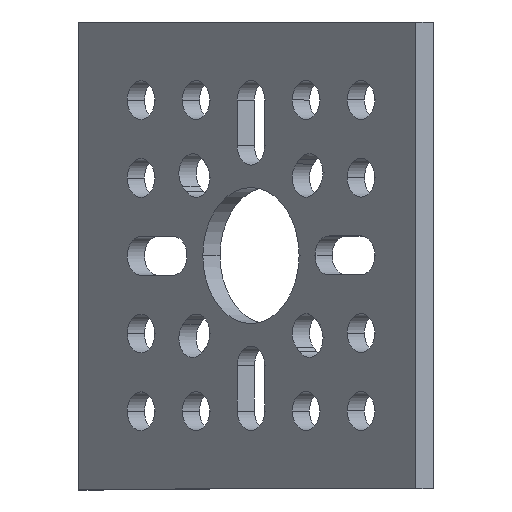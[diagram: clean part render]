
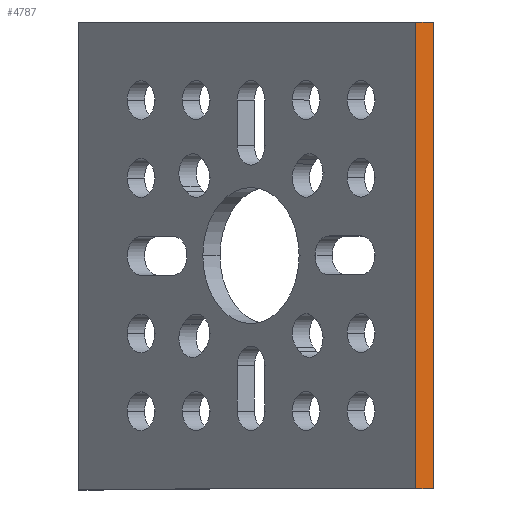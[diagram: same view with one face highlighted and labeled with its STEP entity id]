
A CAD part, top view. The second image highlights one B-rep face of the part: STEP entity #4787.
In plain terms, the highlighted planar face has unit normal (0.707, 0, 0.707).
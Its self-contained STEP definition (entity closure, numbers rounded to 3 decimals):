
#28 = CARTESIAN_POINT ( 'NONE',  ( 24.441, 48., 24.441 ) ) ;
#78 = CARTESIAN_POINT ( 'NONE',  ( 24.441, 99.02, 24.441 ) ) ;
#558 = CARTESIAN_POINT ( 'NONE',  ( 10.673, 0., 38.209 ) ) ;
#578 = VERTEX_POINT ( 'NONE', #2750 ) ;
#657 = VECTOR ( 'NONE', #3031, 1000. ) ;
#677 = CARTESIAN_POINT ( 'NONE',  ( 12.441, 48., 36.441 ) ) ;
#822 = VERTEX_POINT ( 'NONE', #677 ) ;
#877 = PLANE ( 'NONE',  #3658 ) ;
#1140 = VECTOR ( 'NONE', #2640, 1000. ) ;
#1328 = LINE ( 'NONE', #1943, #3040 ) ;
#1515 = CARTESIAN_POINT ( 'NONE',  ( 10.673, 48., 38.209 ) ) ;
#1719 = ORIENTED_EDGE ( 'NONE', *, *, #2635, .T. ) ;
#1922 = CARTESIAN_POINT ( 'NONE',  ( 10.673, 99.02, 38.209 ) ) ;
#1943 = CARTESIAN_POINT ( 'NONE',  ( 24.441, 0., 24.441 ) ) ;
#2213 = ORIENTED_EDGE ( 'NONE', *, *, #3136, .T. ) ;
#2353 = DIRECTION ( 'NONE',  ( -0.707, 0., -0.707 ) ) ;
#2635 = EDGE_CURVE ( 'NONE', #822, #2944, #3485, .T. ) ;
#2640 = DIRECTION ( 'NONE',  ( -0.707, 0., 0.707 ) ) ;
#2650 = CARTESIAN_POINT ( 'NONE',  ( 12.441, 99.02, 36.441 ) ) ;
#2722 = DIRECTION ( 'NONE',  ( -0.707, 0., 0.707 ) ) ;
#2750 = CARTESIAN_POINT ( 'NONE',  ( 12.441, 0., 36.441 ) ) ;
#2917 = VECTOR ( 'NONE', #4658, 1000. ) ;
#2942 = ORIENTED_EDGE ( 'NONE', *, *, #3618, .F. ) ;
#2944 = VERTEX_POINT ( 'NONE', #1515 ) ;
#3027 = DIRECTION ( 'NONE',  ( 0.707, 0., -0.707 ) ) ;
#3031 = DIRECTION ( 'NONE',  ( 0., -1., 0. ) ) ;
#3040 = VECTOR ( 'NONE', #3027, 1000. ) ;
#3136 = EDGE_CURVE ( 'NONE', #2944, #4387, #3602, .T. ) ;
#3196 = EDGE_LOOP ( 'NONE', ( #2942, #1719, #2213, #4223 ) ) ;
#3485 = LINE ( 'NONE', #28, #1140 ) ;
#3602 = LINE ( 'NONE', #1922, #2917 ) ;
#3618 = EDGE_CURVE ( 'NONE', #822, #578, #3934, .T. ) ;
#3658 = AXIS2_PLACEMENT_3D ( 'NONE', #78, #2353, #2722 ) ;
#3934 = LINE ( 'NONE', #2650, #657 ) ;
#4049 = EDGE_CURVE ( 'NONE', #4387, #578, #1328, .T. ) ;
#4095 = FACE_OUTER_BOUND ( 'NONE', #3196, .T. ) ;
#4223 = ORIENTED_EDGE ( 'NONE', *, *, #4049, .T. ) ;
#4387 = VERTEX_POINT ( 'NONE', #558 ) ;
#4658 = DIRECTION ( 'NONE',  ( 0., -1., 0. ) ) ;
#4787 = ADVANCED_FACE ( 'NONE', ( #4095 ), #877, .F. ) ;
